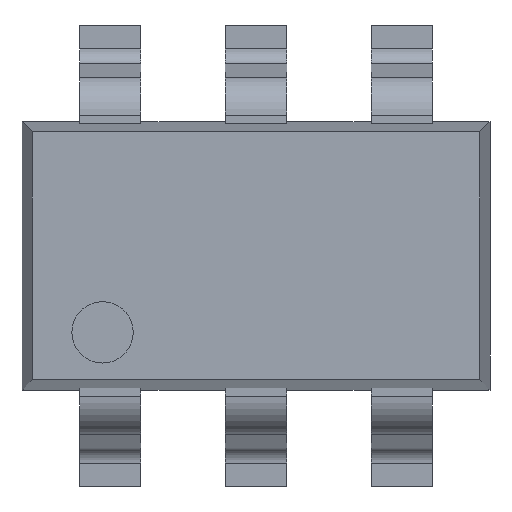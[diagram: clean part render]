
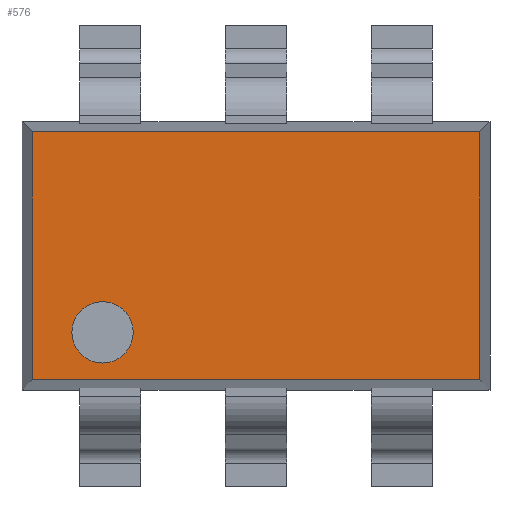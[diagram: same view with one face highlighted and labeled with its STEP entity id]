
A CAD part, top view. The second image highlights one B-rep face of the part: STEP entity #576.
In plain terms, the highlighted planar face has unit normal (0, 0, 1).
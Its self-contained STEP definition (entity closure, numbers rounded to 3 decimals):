
#84=CARTESIAN_POINT('',(-1.,-0.7,1.45));
#85=VERTEX_POINT('',#84);
#86=CARTESIAN_POINT('',(-1.,-0.5,1.45));
#87=DIRECTION('',(0.0,0.0,1.0));
#88=DIRECTION('',(0.0,-1.0,0.0));
#89=AXIS2_PLACEMENT_3D('',#86,#87,#88);
#90=CIRCLE('',#89,0.2);
#91=EDGE_CURVE('',#85,#85,#90,.T.);
#183=CARTESIAN_POINT('',(-1.457,0.807,1.45));
#184=VERTEX_POINT('',#183);
#191=CARTESIAN_POINT('',(1.457,0.807,1.45));
#192=VERTEX_POINT('',#191);
#193=CARTESIAN_POINT('',(1.457,0.807,1.45));
#194=DIRECTION('',(-1.0,0.0,0.0));
#195=VECTOR('',#194,2.913);
#196=LINE('',#193,#195);
#197=EDGE_CURVE('',#192,#184,#196,.T.);
#271=CARTESIAN_POINT('',(1.457,-0.807,1.45));
#272=VERTEX_POINT('',#271);
#279=CARTESIAN_POINT('',(-1.457,-0.807,1.45));
#280=VERTEX_POINT('',#279);
#281=CARTESIAN_POINT('',(-1.457,-0.807,1.45));
#282=DIRECTION('',(1.0,0.0,0.0));
#283=VECTOR('',#282,2.913);
#284=LINE('',#281,#283);
#285=EDGE_CURVE('',#280,#272,#284,.T.);
#535=CARTESIAN_POINT('',(1.457,-0.807,1.45));
#536=DIRECTION('',(0.0,1.0,0.0));
#537=VECTOR('',#536,1.613);
#538=LINE('',#535,#537);
#539=EDGE_CURVE('',#272,#192,#538,.T.);
#552=CARTESIAN_POINT('',(-1.457,0.807,1.45));
#553=DIRECTION('',(0.0,-1.0,0.0));
#554=VECTOR('',#553,1.613);
#555=LINE('',#552,#554);
#556=EDGE_CURVE('',#184,#280,#555,.T.);
#562=CARTESIAN_POINT('',(1.525,0.875,1.45));
#563=DIRECTION('',(0.0,0.0,-1.0));
#564=DIRECTION('',(0.0,1.0,0.0));
#565=AXIS2_PLACEMENT_3D('',#562,#563,#564);
#566=PLANE('',#565);
#567=ORIENTED_EDGE('',*,*,#539,.T.);
#568=ORIENTED_EDGE('',*,*,#197,.T.);
#569=ORIENTED_EDGE('',*,*,#556,.T.);
#570=ORIENTED_EDGE('',*,*,#285,.T.);
#571=EDGE_LOOP('',(#567,#568,#569,#570));
#572=FACE_OUTER_BOUND('',#571,.T.);
#573=ORIENTED_EDGE('',*,*,#91,.F.);
#574=EDGE_LOOP('',(#573));
#575=FACE_BOUND('',#574,.T.);
#576=ADVANCED_FACE('',(#572,#575),#566,.F.);
